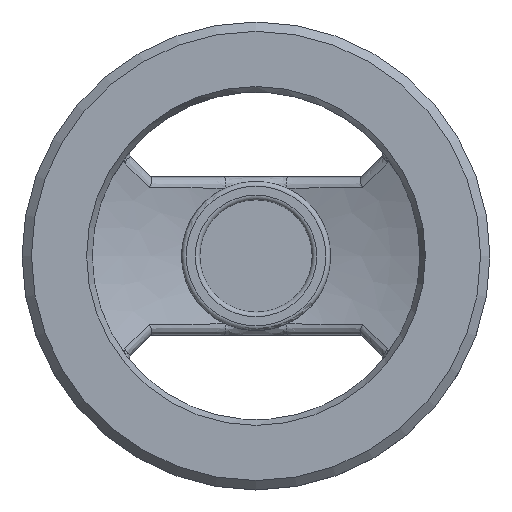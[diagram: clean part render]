
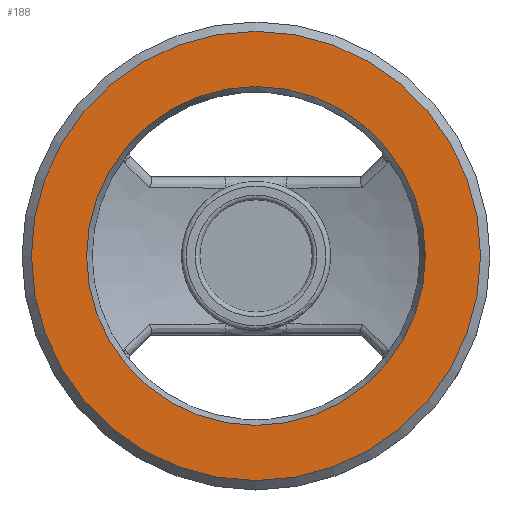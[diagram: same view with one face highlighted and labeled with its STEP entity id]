
A CAD part, top view. The second image highlights one B-rep face of the part: STEP entity #188.
In plain terms, the highlighted planar face has unit normal (0, 0, 1).
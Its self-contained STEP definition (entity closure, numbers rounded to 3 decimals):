
#188 = ADVANCED_FACE( '', ( #404, #405 ), #406, .F. );
#404 = FACE_OUTER_BOUND( '', #2898, .T. );
#405 = FACE_BOUND( '', #2899, .T. );
#406 = PLANE( '', #2900 );
#2898 = EDGE_LOOP( '', ( #4317 ) );
#2899 = EDGE_LOOP( '', ( #4318 ) );
#2900 = AXIS2_PLACEMENT_3D( '', #4319, #4320, #4321 );
#4317 = ORIENTED_EDGE( '', *, *, #4573, .T. );
#4318 = ORIENTED_EDGE( '', *, *, #4494, .F. );
#4319 = CARTESIAN_POINT( '', ( 0., 50., 25. ) );
#4320 = DIRECTION( '', ( 0., 0., -1. ) );
#4321 = DIRECTION( '', ( -1., 0., 0. ) );
#4494 = EDGE_CURVE( '', #4757, #4757, #4758, .T. );
#4573 = EDGE_CURVE( '', #4877, #4877, #4878, .F. );
#4757 = VERTEX_POINT( '', #5705 );
#4758 = CIRCLE( '', #5706, 36.206 );
#4877 = VERTEX_POINT( '', #6694 );
#4878 = CIRCLE( '', #6695, 48. );
#5705 = CARTESIAN_POINT( '', ( 36.206, 0., 25. ) );
#5706 = AXIS2_PLACEMENT_3D( '', #7527, #7528, #7529 );
#6694 = CARTESIAN_POINT( '', ( -48., 0., 25. ) );
#6695 = AXIS2_PLACEMENT_3D( '', #7578, #7579, #7580 );
#7527 = CARTESIAN_POINT( '', ( 0., 0., 25. ) );
#7528 = DIRECTION( '', ( 0., 0., 1. ) );
#7529 = DIRECTION( '', ( 1., 0., 0. ) );
#7578 = CARTESIAN_POINT( '', ( 0., 0., 25. ) );
#7579 = DIRECTION( '', ( 0., 0., -1. ) );
#7580 = DIRECTION( '', ( -1., 0., 0. ) );
